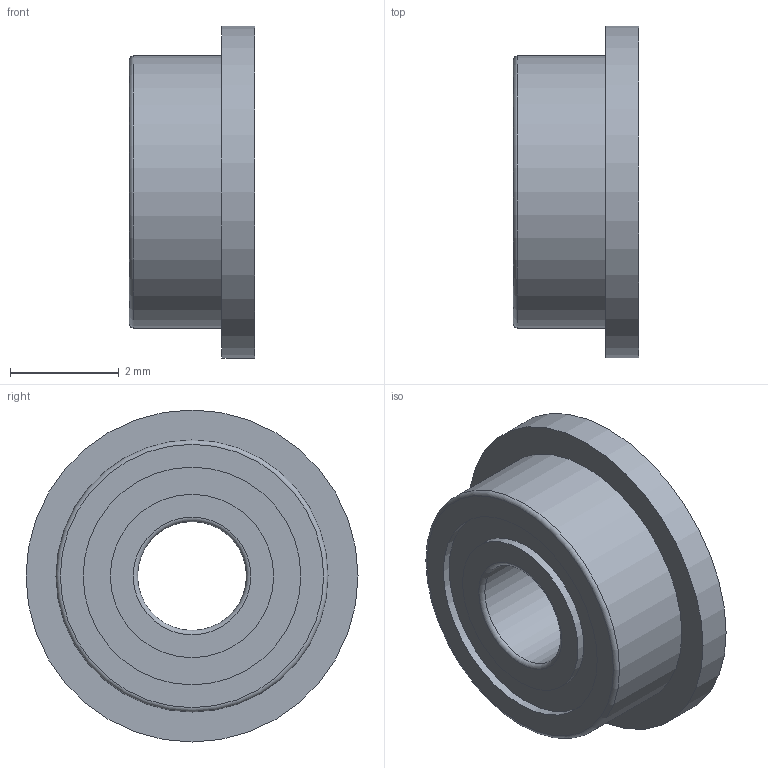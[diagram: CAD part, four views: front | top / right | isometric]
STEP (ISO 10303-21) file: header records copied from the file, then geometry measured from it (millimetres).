
FILE_DESCRIPTION(/* description */ ('STEP AP203'),/* implementation_level */ '2;1');
FILE_NAME(/* name */ 'C-SFL682ZZ',/* time_stamp */ '2024-01-06T05:25:14+01:00',/* author */ ('License CC BY-ND 4.0'),/* organization */ ('CADENAS'),/* preprocessor_version */ 'ST-DEVELOPER v19.3',/* originating_system */ 'PARTsolutions',/* authorisation */ ' ');
FILE_SCHEMA (('CONFIG_CONTROL_DESIGN'));
Length unit declared in the file: millimetre
Products named in the file (1): C-SFL682ZZ
Bounding box: 2.3 x 6.1 x 6.1 mm (x, y, z)
Volume: 42 mm3; surface area: 110.4 mm2
Topology: 1 solids, 1 shells, 17 faces, 27 edges, 17 vertices
Faces by surface type: plane 7, cylinder 7, torus 3
Full cylindrical faces by diameter (mm): 2 x1, 3 x2, 4 x2, 5 x1, 6.1 x1
Entity records: 378 total; most frequent: DIRECTION 70, CARTESIAN_POINT 52, AXIS2_PLACEMENT_3D 35, ORIENTED_EDGE 34, EDGE_LOOP 34, FACE_BOUND 34, EDGE_CURVE 17, VERTEX_POINT 17
